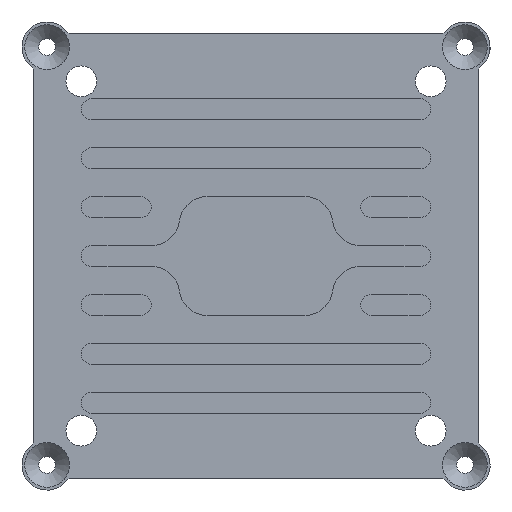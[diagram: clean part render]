
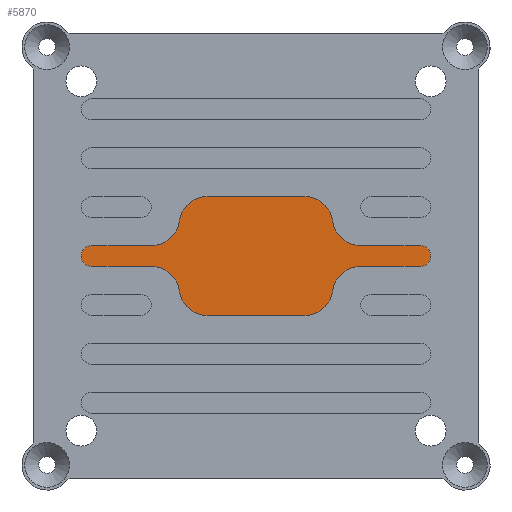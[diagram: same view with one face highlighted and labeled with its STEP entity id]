
A CAD part, front view. The second image highlights one B-rep face of the part: STEP entity #5870.
In plain terms, the highlighted planar face has unit normal (0, -1, 0).
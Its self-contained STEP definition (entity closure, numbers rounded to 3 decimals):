
#179=PLANE('',#6290);
#348=FACE_OUTER_BOUND('',#704,.T.);
#704=EDGE_LOOP('',(#4127,#4128,#4129,#4130,#4131,#4132,#4133,#4134,#4135,
#4136,#4137,#4138,#4139,#4140,#4141,#4142));
#1102=CIRCLE('',#6274,2.);
#1103=CIRCLE('',#6276,2.);
#1104=CIRCLE('',#6278,2.);
#1105=CIRCLE('',#6281,2.);
#1106=CIRCLE('',#6283,2.);
#1107=CIRCLE('',#6285,2.);
#1108=CIRCLE('',#6288,2.);
#1109=CIRCLE('',#6291,0.75);
#1110=CIRCLE('',#6292,2.);
#1111=CIRCLE('',#6293,0.75);
#1441=LINE('',#8890,#1975);
#1447=LINE('',#8909,#1981);
#1450=LINE('',#8916,#1984);
#1451=LINE('',#8919,#1985);
#1452=LINE('',#8923,#1986);
#1453=LINE('',#8926,#1987);
#1975=VECTOR('',#7084,10.);
#1981=VECTOR('',#7104,10.);
#1984=VECTOR('',#7113,10.);
#1985=VECTOR('',#7116,10.);
#1986=VECTOR('',#7121,10.);
#1987=VECTOR('',#7124,10.);
#2550=VERTEX_POINT('',#8872);
#2551=VERTEX_POINT('',#8874);
#2552=VERTEX_POINT('',#8878);
#2553=VERTEX_POINT('',#8882);
#2554=VERTEX_POINT('',#8883);
#2555=VERTEX_POINT('',#8888);
#2556=VERTEX_POINT('',#8892);
#2557=VERTEX_POINT('',#8896);
#2558=VERTEX_POINT('',#8897);
#2559=VERTEX_POINT('',#8902);
#2560=VERTEX_POINT('',#8904);
#2561=VERTEX_POINT('',#8908);
#2562=VERTEX_POINT('',#8912);
#2563=VERTEX_POINT('',#8918);
#2564=VERTEX_POINT('',#8921);
#2565=VERTEX_POINT('',#8924);
#3161=EDGE_CURVE('',#2550,#2551,#1102,.T.);
#3164=EDGE_CURVE('',#2552,#2550,#1103,.T.);
#3165=EDGE_CURVE('',#2553,#2554,#1104,.T.);
#3169=EDGE_CURVE('',#2553,#2555,#1441,.T.);
#3170=EDGE_CURVE('',#2554,#2556,#1105,.T.);
#3172=EDGE_CURVE('',#2557,#2558,#1106,.T.);
#3176=EDGE_CURVE('',#2559,#2560,#1107,.T.);
#3178=EDGE_CURVE('',#2561,#2560,#1447,.T.);
#3180=EDGE_CURVE('',#2558,#2562,#1108,.T.);
#3182=EDGE_CURVE('',#2552,#2562,#1450,.T.);
#3183=EDGE_CURVE('',#2557,#2563,#1451,.T.);
#3184=EDGE_CURVE('',#2563,#2561,#1109,.T.);
#3185=EDGE_CURVE('',#2564,#2559,#1110,.T.);
#3186=EDGE_CURVE('',#2564,#2556,#1452,.T.);
#3187=EDGE_CURVE('',#2555,#2565,#1111,.T.);
#3188=EDGE_CURVE('',#2565,#2551,#1453,.T.);
#4127=ORIENTED_EDGE('',*,*,#3161,.F.);
#4128=ORIENTED_EDGE('',*,*,#3164,.F.);
#4129=ORIENTED_EDGE('',*,*,#3182,.T.);
#4130=ORIENTED_EDGE('',*,*,#3180,.F.);
#4131=ORIENTED_EDGE('',*,*,#3172,.F.);
#4132=ORIENTED_EDGE('',*,*,#3183,.T.);
#4133=ORIENTED_EDGE('',*,*,#3184,.T.);
#4134=ORIENTED_EDGE('',*,*,#3178,.T.);
#4135=ORIENTED_EDGE('',*,*,#3176,.F.);
#4136=ORIENTED_EDGE('',*,*,#3185,.F.);
#4137=ORIENTED_EDGE('',*,*,#3186,.T.);
#4138=ORIENTED_EDGE('',*,*,#3170,.F.);
#4139=ORIENTED_EDGE('',*,*,#3165,.F.);
#4140=ORIENTED_EDGE('',*,*,#3169,.T.);
#4141=ORIENTED_EDGE('',*,*,#3187,.T.);
#4142=ORIENTED_EDGE('',*,*,#3188,.T.);
#5870=ADVANCED_FACE('',(#348),#179,.T.);
#6274=AXIS2_PLACEMENT_3D('',#8875,#7067,#7068);
#6276=AXIS2_PLACEMENT_3D('',#8880,#7073,#7074);
#6278=AXIS2_PLACEMENT_3D('',#8884,#7077,#7078);
#6281=AXIS2_PLACEMENT_3D('',#8893,#7087,#7088);
#6283=AXIS2_PLACEMENT_3D('',#8898,#7092,#7093);
#6285=AXIS2_PLACEMENT_3D('',#8905,#7099,#7100);
#6288=AXIS2_PLACEMENT_3D('',#8913,#7108,#7109);
#6290=AXIS2_PLACEMENT_3D('',#8917,#7114,#7115);
#6291=AXIS2_PLACEMENT_3D('',#8920,#7117,#7118);
#6292=AXIS2_PLACEMENT_3D('',#8922,#7119,#7120);
#6293=AXIS2_PLACEMENT_3D('',#8925,#7122,#7123);
#7067=DIRECTION('center_axis',(0.,-1.,0.));
#7068=DIRECTION('ref_axis',(0.,0.,1.));
#7073=DIRECTION('center_axis',(0.,1.,0.));
#7074=DIRECTION('ref_axis',(0.707,0.,0.707));
#7077=DIRECTION('center_axis',(0.,-1.,0.));
#7078=DIRECTION('ref_axis',(0.,0.,-1.));
#7084=DIRECTION('',(1.,0.,0.));
#7087=DIRECTION('center_axis',(0.,1.,0.));
#7088=DIRECTION('ref_axis',(0.707,0.,-0.707));
#7092=DIRECTION('center_axis',(0.,-1.,0.));
#7093=DIRECTION('ref_axis',(0.,0.,1.));
#7099=DIRECTION('center_axis',(0.,-1.,0.));
#7100=DIRECTION('ref_axis',(0.,0.,-1.));
#7104=DIRECTION('',(1.,0.,0.));
#7108=DIRECTION('center_axis',(0.,1.,0.));
#7109=DIRECTION('ref_axis',(-0.707,0.,0.707));
#7113=DIRECTION('',(-1.,0.,0.));
#7114=DIRECTION('center_axis',(0.,-1.,0.));
#7115=DIRECTION('ref_axis',(1.,0.,0.));
#7116=DIRECTION('',(-1.,0.,0.));
#7117=DIRECTION('center_axis',(0.,-1.,0.));
#7118=DIRECTION('ref_axis',(0.,0.,1.));
#7119=DIRECTION('center_axis',(0.,1.,0.));
#7120=DIRECTION('ref_axis',(-0.707,0.,-0.707));
#7121=DIRECTION('',(1.,0.,0.));
#7122=DIRECTION('center_axis',(0.,-1.,0.));
#7123=DIRECTION('ref_axis',(0.,0.,-1.));
#7124=DIRECTION('',(-1.,0.,0.));
#8872=CARTESIAN_POINT('',(5.484,-5.,2.5));
#8874=CARTESIAN_POINT('',(7.469,-5.,0.75));
#8875=CARTESIAN_POINT('Origin',(7.469,-5.,2.75));
#8878=CARTESIAN_POINT('',(3.5,-5.,4.25));
#8880=CARTESIAN_POINT('Origin',(3.5,-5.,2.25));
#8882=CARTESIAN_POINT('',(7.469,-5.,-0.75));
#8883=CARTESIAN_POINT('',(5.484,-5.,-2.5));
#8884=CARTESIAN_POINT('Origin',(7.469,-5.,-2.75));
#8888=CARTESIAN_POINT('',(11.75,-5.,-0.75));
#8890=CARTESIAN_POINT('',(-11.75,-5.,-0.75));
#8892=CARTESIAN_POINT('',(3.5,-5.,-4.25));
#8893=CARTESIAN_POINT('Origin',(3.5,-5.,-2.25));
#8896=CARTESIAN_POINT('',(-7.469,-5.,0.75));
#8897=CARTESIAN_POINT('',(-5.484,-5.,2.5));
#8898=CARTESIAN_POINT('Origin',(-7.469,-5.,2.75));
#8902=CARTESIAN_POINT('',(-5.484,-5.,-2.5));
#8904=CARTESIAN_POINT('',(-7.469,-5.,-0.75));
#8905=CARTESIAN_POINT('Origin',(-7.469,-5.,-2.75));
#8908=CARTESIAN_POINT('',(-11.75,-5.,-0.75));
#8909=CARTESIAN_POINT('',(-11.75,-5.,-0.75));
#8912=CARTESIAN_POINT('',(-3.5,-5.,4.25));
#8913=CARTESIAN_POINT('Origin',(-3.5,-5.,2.25));
#8916=CARTESIAN_POINT('',(5.5,-5.,4.25));
#8917=CARTESIAN_POINT('Origin',(0.,-5.,0.));
#8918=CARTESIAN_POINT('',(-11.75,-5.,0.75));
#8919=CARTESIAN_POINT('',(11.75,-5.,0.75));
#8920=CARTESIAN_POINT('Origin',(-11.75,-5.,0.));
#8921=CARTESIAN_POINT('',(-3.5,-5.,-4.25));
#8922=CARTESIAN_POINT('Origin',(-3.5,-5.,-2.25));
#8923=CARTESIAN_POINT('',(-5.5,-5.,-4.25));
#8924=CARTESIAN_POINT('',(11.75,-5.,0.75));
#8925=CARTESIAN_POINT('Origin',(11.75,-5.,0.));
#8926=CARTESIAN_POINT('',(11.75,-5.,0.75));
